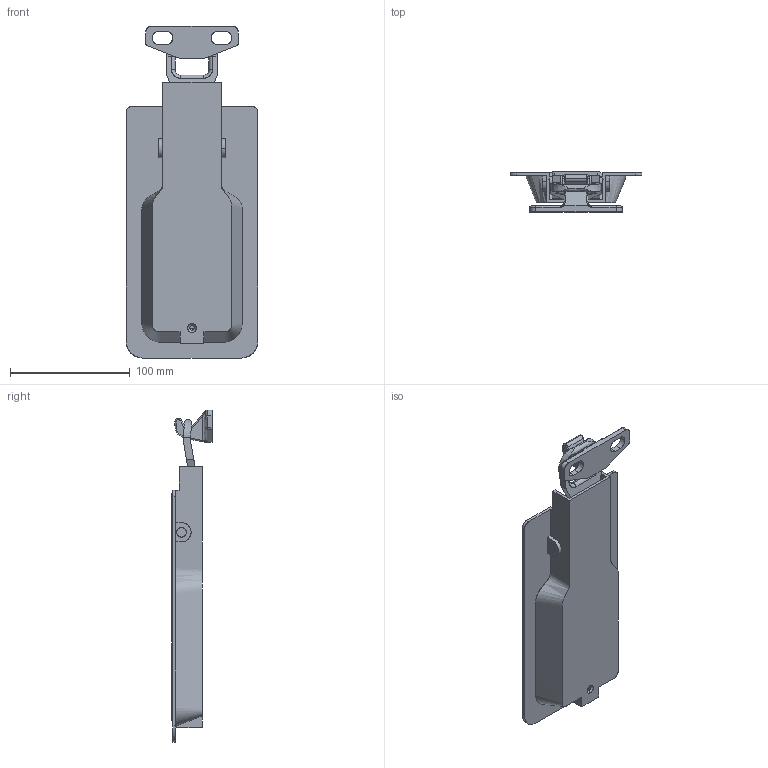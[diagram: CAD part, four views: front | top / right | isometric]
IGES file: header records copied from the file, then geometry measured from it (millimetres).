
Start section: SolidWorks IGES file using analytic representation for surfaces
Global section: file name: C-845.IGS; native system: SolidWorks 2014; preprocessor: SolidWorks 2014; author: 0905sm; date: 190404.125416; units: millimetre
Bounding box: 110 x 33.5 x 277 mm (x, y, z)
Surface area: 103498.6 mm2 (no closed solid volume)
Topology: 0 solids, 0 shells, 353 faces, 5079 edges, 5079 vertices
Faces by surface type: bspline 180, revolution 173
